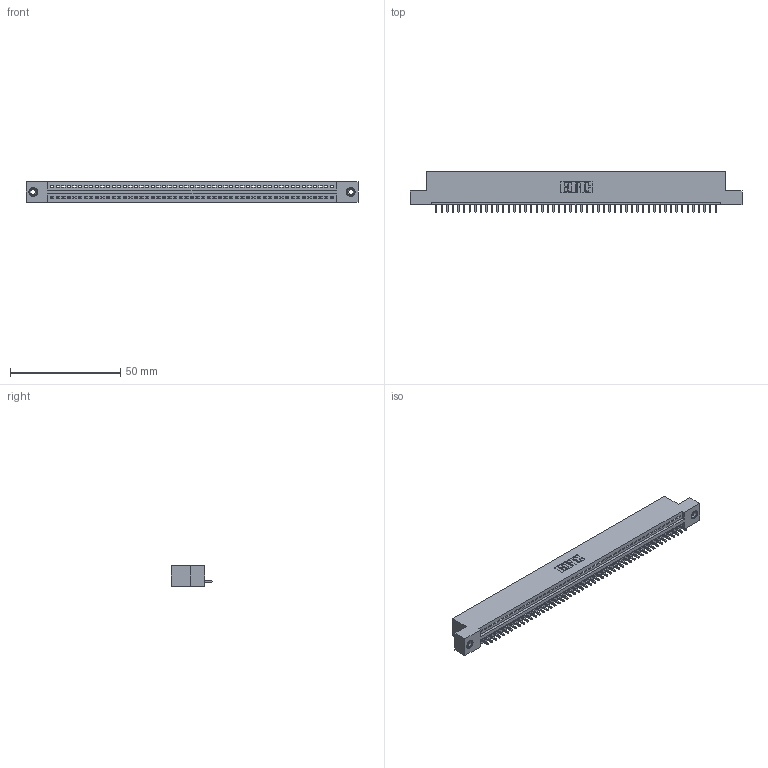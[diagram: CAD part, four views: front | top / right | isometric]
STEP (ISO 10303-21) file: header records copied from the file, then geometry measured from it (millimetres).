
FILE_DESCRIPTION (( 'STEP AP203' ), '1' );
FILE_NAME ('395-051-521-108.STEP', '2018-11-20T13:58:22', ( '' ), ( '' ), 'SwSTEP 2.0', 'SolidWorks 2016', '' );
FILE_SCHEMA (( 'CONFIG_CONTROL_DESIGN' ));
Length unit declared in the file: inch
Products named in the file (4): 345-292-001_345-293-121; 345 Part_Flush Mounting Lugs - 0.156 Dia-TI; 395-051-521-108; 345-250-001_345-250-003-102
Assembly tree (54 placements, depth 2):
  395-051-521-108
    345 Part_Flush Mounting Lugs - 0.156 Dia-TI
    345-292-001_345-293-121  x51
    345-250-001_345-250-003-102  x2
Bounding box: 150.75 x 18.72 x 9.4 mm (x, y, z)
Volume: 14240.4 mm3; surface area: 18498.2 mm2
Topology: 54 solids, 54 shells, 3144 faces, 9453 edges, 6226 vertices
Faces by surface type: plane 2152, cylinder 976, cone 12, torus 4
Entity records: 38376 total; most frequent: CARTESIAN_POINT 6628, ORIENTED_EDGE 6606, DIRECTION 5803, EDGE_CURVE 3303, VECTOR 2947, LINE 2947, VERTEX_POINT 2196, AXIS2_PLACEMENT_3D 1428
